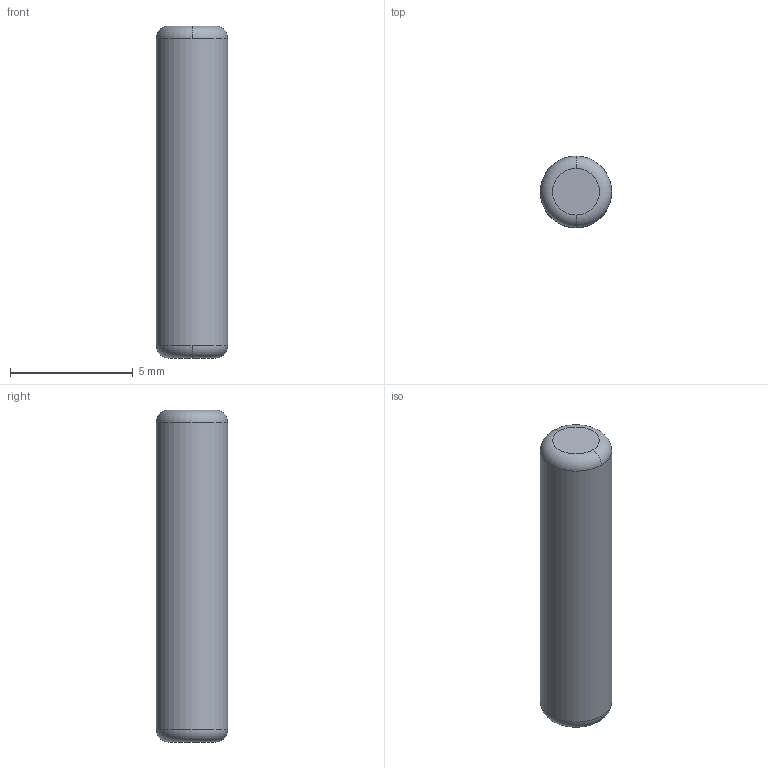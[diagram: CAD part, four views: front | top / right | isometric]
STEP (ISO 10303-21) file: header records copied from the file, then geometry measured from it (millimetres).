
FILE_DESCRIPTION(('FreeCAD Model'),'2;1');
FILE_NAME('Open CASCADE Shape Model','2025-10-20T19:02:54',('FreeCAD'),( 'FreeCAD'),'Open CASCADE STEP processor 7.7','FreeCAD','Unknown');
FILE_SCHEMA(('AUTOMOTIVE_DESIGN { 1 0 10303 214 1 1 1 1 }'));
Length unit declared in the file: millimetre
Products named in the file (1): Open CASCADE STEP translator 7.7 1
Bounding box: 2.9 x 2.9 x 13.5 mm (x, y, z)
Volume: 88.3 mm3; surface area: 132.1 mm2
Topology: 1 solids, 1 shells, 7 faces, 13 edges, 8 vertices
Faces by surface type: torus 4, plane 2, cylinder 1
Full cylindrical faces by diameter (mm): 2.9 x1
Entity records: 192 total; most frequent: DIRECTION 40, CARTESIAN_POINT 30, ORIENTED_EDGE 26, AXIS2_PLACEMENT_3D 20, EDGE_CURVE 13, CIRCLE 12, VERTEX_POINT 8, ADVANCED_FACE 7
